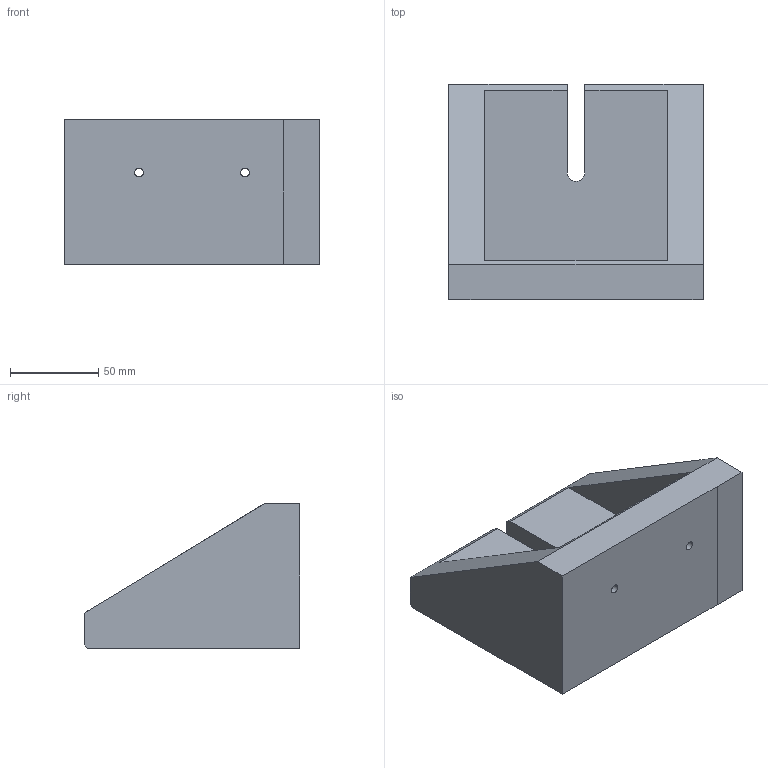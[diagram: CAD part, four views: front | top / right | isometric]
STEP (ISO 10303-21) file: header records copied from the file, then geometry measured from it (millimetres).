
FILE_DESCRIPTION(('CATIA V5 STEP Exchange'),'2;1');
FILE_NAME('support_balise.stp','2023-08-27T20:45:36+00:00',('none'),('none'),'CATIA Version 5 Release 19 GA (IN-10)','CATIA V5 STEP AP214','none');
FILE_SCHEMA(('AUTOMOTIVE_DESIGN { 1 0 10303 214 1 1 1 1 }'));
Length unit declared in the file: millimetre
Products named in the file (1): support balise
Bounding box: 144 x 122 x 82 mm (x, y, z)
Volume: 676466.5 mm3; surface area: 77765.5 mm2
Topology: 1 solids, 1 shells, 27 faces, 71 edges, 46 vertices
Faces by surface type: plane 18, cylinder 5, cone 4
Entity records: 826 total; most frequent: ORIENTED_EDGE 142, CARTESIAN_POINT 140, DIRECTION 115, EDGE_CURVE 71, VECTOR 57, LINE 57, VERTEX_POINT 46, AXIS2_PLACEMENT_3D 37
